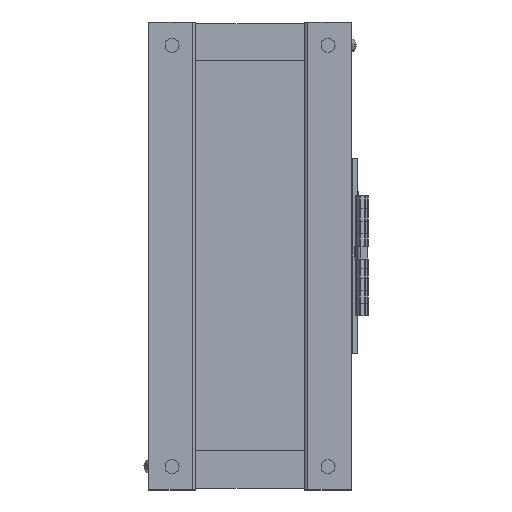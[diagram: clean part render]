
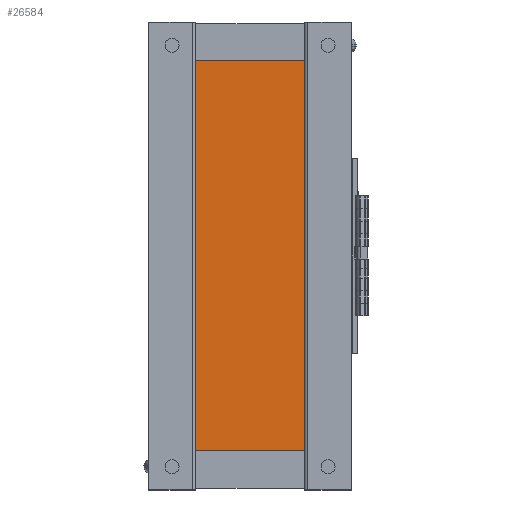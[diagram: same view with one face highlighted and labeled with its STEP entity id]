
A CAD part, front view. The second image highlights one B-rep face of the part: STEP entity #26584.
In plain terms, the highlighted planar face has unit normal (0, -1, 0).
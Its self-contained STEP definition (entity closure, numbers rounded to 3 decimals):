
#2923=FACE_OUTER_BOUND('',#4316,.T.);
#4316=EDGE_LOOP('',(#18021,#18022,#18023,#18024));
#5810=LINE('',#38264,#8747);
#5811=LINE('',#38267,#8748);
#5812=LINE('',#38269,#8749);
#5813=LINE('',#38270,#8750);
#8747=VECTOR('',#30732,10.);
#8748=VECTOR('',#30735,10.);
#8749=VECTOR('',#30736,10.);
#8750=VECTOR('',#30737,10.);
#11679=VERTEX_POINT('',#38257);
#11682=VERTEX_POINT('',#38262);
#11683=VERTEX_POINT('',#38266);
#11684=VERTEX_POINT('',#38268);
#14187=EDGE_CURVE('',#11679,#11682,#5810,.T.);
#14188=EDGE_CURVE('',#11683,#11679,#5811,.T.);
#14189=EDGE_CURVE('',#11684,#11682,#5812,.T.);
#14190=EDGE_CURVE('',#11683,#11684,#5813,.T.);
#18021=ORIENTED_EDGE('',*,*,#14188,.T.);
#18022=ORIENTED_EDGE('',*,*,#14187,.T.);
#18023=ORIENTED_EDGE('',*,*,#14189,.F.);
#18024=ORIENTED_EDGE('',*,*,#14190,.F.);
#25608=PLANE('',#28374);
#26584=ADVANCED_FACE('',(#2923),#25608,.T.);
#28374=AXIS2_PLACEMENT_3D('',#38265,#30733,#30734);
#30732=DIRECTION('',(1.,0.,0.));
#30733=DIRECTION('center_axis',(0.,-1.,0.));
#30734=DIRECTION('ref_axis',(0.,0.,-1.));
#30735=DIRECTION('',(0.,0.,-1.));
#30736=DIRECTION('',(0.,0.,-1.));
#30737=DIRECTION('',(1.,0.,0.));
#38257=CARTESIAN_POINT('',(0.,0.,0.));
#38262=CARTESIAN_POINT('',(70.,0.,0.));
#38264=CARTESIAN_POINT('',(0.,0.,0.));
#38265=CARTESIAN_POINT('Origin',(0.,0.,250.));
#38266=CARTESIAN_POINT('',(0.,0.,250.));
#38267=CARTESIAN_POINT('',(0.,0.,250.));
#38268=CARTESIAN_POINT('',(70.,0.,250.));
#38269=CARTESIAN_POINT('',(70.,0.,250.));
#38270=CARTESIAN_POINT('',(0.,0.,250.));
